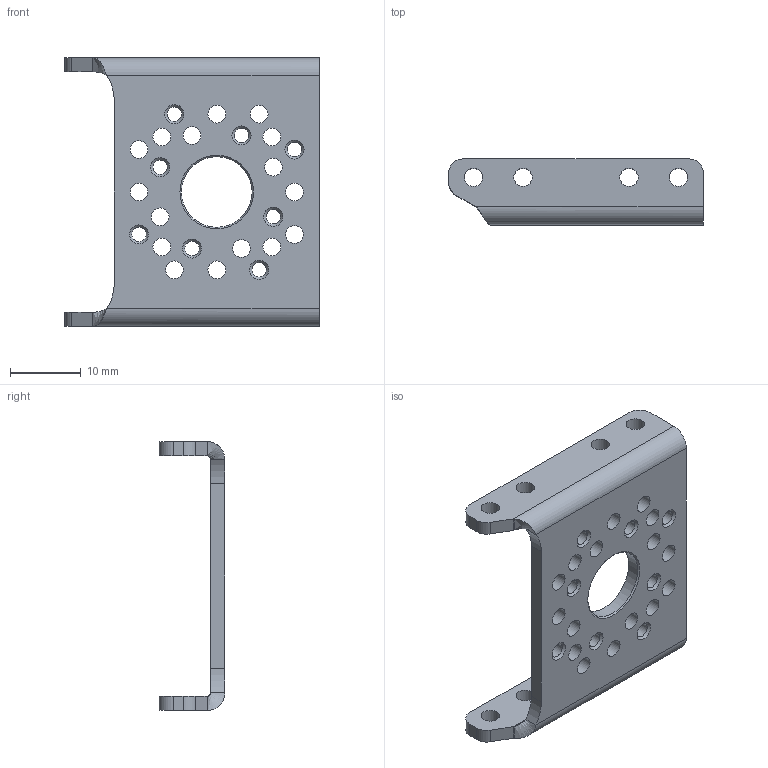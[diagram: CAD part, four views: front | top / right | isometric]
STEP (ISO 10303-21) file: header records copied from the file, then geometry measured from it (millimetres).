
FILE_DESCRIPTION( ( '' ), ' ' );
FILE_NAME( '5a7866ee110e670fe0cf4ccf.step', '2018-02-05T14:15:11', ( '' ), ( '' ), ' ', ' ', ' ' );
FILE_SCHEMA( ( 'AUTOMOTIVE_DESIGN { 1 0 10303 214 1 1 1 1 }' ) );
Length unit declared in the file: metre
Products named in the file (1): standard part - small bracket - rx64
Bounding box: 36 x 9.3 x 38 mm (x, y, z)
Volume: 2708.8 mm3; surface area: 3602.7 mm2
Topology: 1 solids, 1 shells, 72 faces, 193 edges, 123 vertices
Faces by surface type: cylinder 45, plane 14, cone 9, bspline 4
Full cylindrical faces by diameter (mm): 2.05 x8, 2.5 x16, 2.6 x8, 10 x1
Entity records: 2990 total; most frequent: CARTESIAN_POINT 575, DIRECTION 376, ORIENTED_EDGE 302, EDGE_LOOP 180, AXIS2_PLACEMENT_3D 164, EDGE_CURVE 151, VERTEX_POINT 123, FACE_OUTER_BOUND 105
